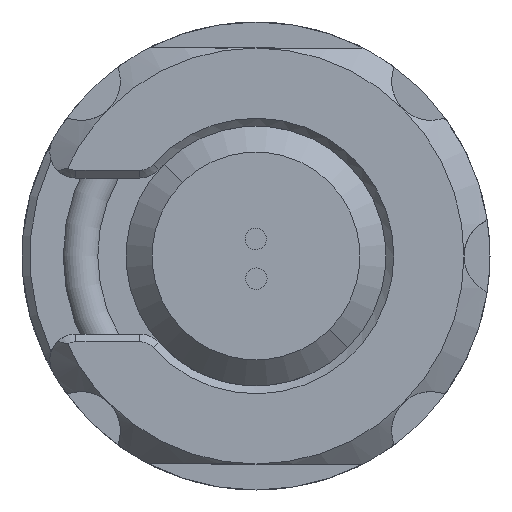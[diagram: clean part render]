
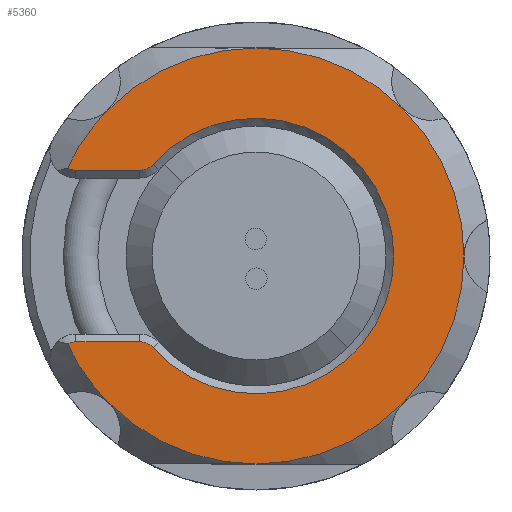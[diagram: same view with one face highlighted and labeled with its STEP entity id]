
A CAD part, front view. The second image highlights one B-rep face of the part: STEP entity #5360.
In plain terms, the highlighted planar face has unit normal (0, -1, 0).
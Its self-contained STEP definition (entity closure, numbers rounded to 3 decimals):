
#7 = ORIENTED_EDGE ( 'NONE', *, *, #1942, .T. ) ;
#14 = EDGE_CURVE ( 'NONE', #4047, #3422, #5315, .T. ) ;
#70 = DIRECTION ( 'NONE',  ( 1., 0., 0. ) ) ;
#217 = EDGE_CURVE ( 'NONE', #2499, #3300, #1231, .T. ) ;
#231 = CARTESIAN_POINT ( 'NONE',  ( -6.928, -10.652, -3.3 ) ) ;
#232 = ORIENTED_EDGE ( 'NONE', *, *, #3514, .T. ) ;
#266 = DIRECTION ( 'NONE',  ( -0.707, 0., 0.707 ) ) ;
#305 = AXIS2_PLACEMENT_3D ( 'NONE', #5372, #1571, #266 ) ;
#370 = CARTESIAN_POINT ( 'NONE',  ( -4.472, -10.652, 4. ) ) ;
#462 = AXIS2_PLACEMENT_3D ( 'NONE', #886, #1696, #1643 ) ;
#473 = CIRCLE ( 'NONE', #2944, 5.3 ) ;
#477 = CARTESIAN_POINT ( 'NONE',  ( 5.657, -10.652, -5.657 ) ) ;
#613 = AXIS2_PLACEMENT_3D ( 'NONE', #1392, #2301, #1824 ) ;
#616 = CARTESIAN_POINT ( 'NONE',  ( -5.657, -10.652, 5.657 ) ) ;
#849 = VERTEX_POINT ( 'NONE', #616 ) ;
#886 = CARTESIAN_POINT ( 'NONE',  ( 0., -10.652, 0. ) ) ;
#892 = CIRCLE ( 'NONE', #3978, 8. ) ;
#957 = ORIENTED_EDGE ( 'NONE', *, *, #5324, .T. ) ;
#970 = DIRECTION ( 'NONE',  ( -0.707, 0., 0.707 ) ) ;
#975 = ORIENTED_EDGE ( 'NONE', *, *, #1264, .T. ) ;
#988 = CIRCLE ( 'NONE', #1671, 8. ) ;
#992 = EDGE_CURVE ( 'NONE', #2205, #4047, #5071, .T. ) ;
#1053 = CIRCLE ( 'NONE', #613, 0.7 ) ;
#1098 = CARTESIAN_POINT ( 'NONE',  ( -6.928, -10.652, 3.3 ) ) ;
#1161 = CARTESIAN_POINT ( 'NONE',  ( -7.251, -10.652, 3.379 ) ) ;
#1219 = DIRECTION ( 'NONE',  ( 0., -1., 0. ) ) ;
#1231 = CIRCLE ( 'NONE', #3790, 0.7 ) ;
#1263 = PLANE ( 'NONE',  #462 ) ;
#1264 = EDGE_CURVE ( 'NONE', #1396, #1715, #2878, .T. ) ;
#1270 = CARTESIAN_POINT ( 'NONE',  ( -6.928, -10.652, 4. ) ) ;
#1275 = EDGE_CURVE ( 'NONE', #4390, #1396, #3661, .T. ) ;
#1320 = DIRECTION ( 'NONE',  ( 0., -1., 0. ) ) ;
#1348 = CARTESIAN_POINT ( 'NONE',  ( 0., -10.652, 0. ) ) ;
#1362 = DIRECTION ( 'NONE',  ( 0., -1., 0. ) ) ;
#1392 = CARTESIAN_POINT ( 'NONE',  ( -6.928, -10.652, -4. ) ) ;
#1396 = VERTEX_POINT ( 'NONE', #5337 ) ;
#1433 = EDGE_CURVE ( 'NONE', #3422, #4878, #4386, .T. ) ;
#1500 = AXIS2_PLACEMENT_3D ( 'NONE', #3449, #1362, #4737 ) ;
#1502 = CARTESIAN_POINT ( 'NONE',  ( -7.251, -10.652, -3.379 ) ) ;
#1507 = VECTOR ( 'NONE', #70, 1000. ) ;
#1510 = CARTESIAN_POINT ( 'NONE',  ( 0., -10.652, 0. ) ) ;
#1541 = ORIENTED_EDGE ( 'NONE', *, *, #1433, .T. ) ;
#1571 = DIRECTION ( 'NONE',  ( 0., -1., 0. ) ) ;
#1638 = DIRECTION ( 'NONE',  ( 0., 1., 0. ) ) ;
#1643 = DIRECTION ( 'NONE',  ( -0.707, 0., 0.707 ) ) ;
#1671 = AXIS2_PLACEMENT_3D ( 'NONE', #3289, #5297, #4983 ) ;
#1696 = DIRECTION ( 'NONE',  ( 0., -1., 0. ) ) ;
#1715 = VERTEX_POINT ( 'NONE', #3113 ) ;
#1726 = FACE_OUTER_BOUND ( 'NONE', #4680, .T. ) ;
#1824 = DIRECTION ( 'NONE',  ( -1., 0., 0. ) ) ;
#1870 = VERTEX_POINT ( 'NONE', #3363 ) ;
#1942 = EDGE_CURVE ( 'NONE', #3300, #3299, #5012, .T. ) ;
#1999 = AXIS2_PLACEMENT_3D ( 'NONE', #1510, #2389, #4077 ) ;
#2023 = EDGE_CURVE ( 'NONE', #3741, #3135, #5053, .T. ) ;
#2082 = AXIS2_PLACEMENT_3D ( 'NONE', #4725, #5151, #5204 ) ;
#2107 = VERTEX_POINT ( 'NONE', #231 ) ;
#2121 = DIRECTION ( 'NONE',  ( 0., -1., 0. ) ) ;
#2148 = CARTESIAN_POINT ( 'NONE',  ( 0., -10.652, 0. ) ) ;
#2205 = VERTEX_POINT ( 'NONE', #477 ) ;
#2260 = ORIENTED_EDGE ( 'NONE', *, *, #217, .T. ) ;
#2301 = DIRECTION ( 'NONE',  ( 0., -1., 0. ) ) ;
#2310 = DIRECTION ( 'NONE',  ( -1., 0., 0. ) ) ;
#2389 = DIRECTION ( 'NONE',  ( 0., -1., 0. ) ) ;
#2390 = CARTESIAN_POINT ( 'NONE',  ( 8., -10.652, 0. ) ) ;
#2435 = EDGE_CURVE ( 'NONE', #1870, #3741, #473, .T. ) ;
#2499 = VERTEX_POINT ( 'NONE', #1161 ) ;
#2660 = AXIS2_PLACEMENT_3D ( 'NONE', #4423, #3530, #5211 ) ;
#2807 = ORIENTED_EDGE ( 'NONE', *, *, #5222, .T. ) ;
#2827 = ORIENTED_EDGE ( 'NONE', *, *, #2435, .T. ) ;
#2878 = CIRCLE ( 'NONE', #4466, 8. ) ;
#2882 = CARTESIAN_POINT ( 'NONE',  ( 0., -10.652, 8. ) ) ;
#2912 = CARTESIAN_POINT ( 'NONE',  ( -4.472, -10.652, 3.3 ) ) ;
#2944 = AXIS2_PLACEMENT_3D ( 'NONE', #3691, #1638, #4505 ) ;
#2973 = ORIENTED_EDGE ( 'NONE', *, *, #5259, .T. ) ;
#3039 = ORIENTED_EDGE ( 'NONE', *, *, #5434, .T. ) ;
#3096 = DIRECTION ( 'NONE',  ( -0.707, 0., 0.707 ) ) ;
#3113 = CARTESIAN_POINT ( 'NONE',  ( 0., -10.652, -8. ) ) ;
#3135 = VERTEX_POINT ( 'NONE', #4378 ) ;
#3262 = DIRECTION ( 'NONE',  ( 0., -1., 0. ) ) ;
#3289 = CARTESIAN_POINT ( 'NONE',  ( 0., -10.652, 0. ) ) ;
#3299 = VERTEX_POINT ( 'NONE', #3731 ) ;
#3300 = VERTEX_POINT ( 'NONE', #1098 ) ;
#3333 = ORIENTED_EDGE ( 'NONE', *, *, #2023, .T. ) ;
#3363 = CARTESIAN_POINT ( 'NONE',  ( -3.95, -10.652, 3.533 ) ) ;
#3393 = DIRECTION ( 'NONE',  ( -1., 0., 0. ) ) ;
#3404 = CARTESIAN_POINT ( 'NONE',  ( 0., -10.652, 0. ) ) ;
#3422 = VERTEX_POINT ( 'NONE', #4653 ) ;
#3449 = CARTESIAN_POINT ( 'NONE',  ( 0., -10.652, 0. ) ) ;
#3514 = EDGE_CURVE ( 'NONE', #2107, #4390, #1053, .T. ) ;
#3529 = CIRCLE ( 'NONE', #4329, 0.7 ) ;
#3530 = DIRECTION ( 'NONE',  ( 0., -1., 0. ) ) ;
#3595 = AXIS2_PLACEMENT_3D ( 'NONE', #3404, #5114, #970 ) ;
#3599 = LINE ( 'NONE', #5334, #4787 ) ;
#3612 = DIRECTION ( 'NONE',  ( -1., 0., 0. ) ) ;
#3661 = CIRCLE ( 'NONE', #2082, 8. ) ;
#3691 = CARTESIAN_POINT ( 'NONE',  ( 0., -10.652, 0. ) ) ;
#3722 = DIRECTION ( 'NONE',  ( -0.707, 0., 0.707 ) ) ;
#3731 = CARTESIAN_POINT ( 'NONE',  ( -4.472, -10.652, 3.3 ) ) ;
#3741 = VERTEX_POINT ( 'NONE', #4141 ) ;
#3752 = ORIENTED_EDGE ( 'NONE', *, *, #4179, .T. ) ;
#3764 = ORIENTED_EDGE ( 'NONE', *, *, #1275, .T. ) ;
#3790 = AXIS2_PLACEMENT_3D ( 'NONE', #1270, #1219, #3393 ) ;
#3849 = CIRCLE ( 'NONE', #3595, 8. ) ;
#3978 = AXIS2_PLACEMENT_3D ( 'NONE', #2148, #2121, #3722 ) ;
#4047 = VERTEX_POINT ( 'NONE', #2390 ) ;
#4077 = DIRECTION ( 'NONE',  ( -0.707, 0., 0.707 ) ) ;
#4141 = CARTESIAN_POINT ( 'NONE',  ( -3.95, -10.652, -3.533 ) ) ;
#4179 = EDGE_CURVE ( 'NONE', #849, #2499, #3849, .T. ) ;
#4329 = AXIS2_PLACEMENT_3D ( 'NONE', #370, #3262, #3612 ) ;
#4378 = CARTESIAN_POINT ( 'NONE',  ( -4.472, -10.652, -3.3 ) ) ;
#4386 = CIRCLE ( 'NONE', #1999, 8. ) ;
#4390 = VERTEX_POINT ( 'NONE', #1502 ) ;
#4423 = CARTESIAN_POINT ( 'NONE',  ( -4.472, -10.652, -4. ) ) ;
#4466 = AXIS2_PLACEMENT_3D ( 'NONE', #1348, #1320, #3096 ) ;
#4505 = DIRECTION ( 'NONE',  ( -1., 0., 0. ) ) ;
#4653 = CARTESIAN_POINT ( 'NONE',  ( 5.657, -10.652, 5.657 ) ) ;
#4680 = EDGE_LOOP ( 'NONE', ( #3039, #232, #3764, #975, #957, #4880, #4938, #1541, #2973, #3752, #2260, #7, #2807, #2827, #3333 ) ) ;
#4725 = CARTESIAN_POINT ( 'NONE',  ( 0., -10.652, 0. ) ) ;
#4737 = DIRECTION ( 'NONE',  ( -0.707, 0., 0.707 ) ) ;
#4787 = VECTOR ( 'NONE', #2310, 1000. ) ;
#4878 = VERTEX_POINT ( 'NONE', #2882 ) ;
#4880 = ORIENTED_EDGE ( 'NONE', *, *, #992, .T. ) ;
#4938 = ORIENTED_EDGE ( 'NONE', *, *, #14, .T. ) ;
#4983 = DIRECTION ( 'NONE',  ( -0.707, 0., 0.707 ) ) ;
#5012 = LINE ( 'NONE', #2912, #1507 ) ;
#5053 = CIRCLE ( 'NONE', #2660, 0.7 ) ;
#5071 = CIRCLE ( 'NONE', #305, 8. ) ;
#5114 = DIRECTION ( 'NONE',  ( 0., -1., 0. ) ) ;
#5151 = DIRECTION ( 'NONE',  ( 0., -1., 0. ) ) ;
#5204 = DIRECTION ( 'NONE',  ( -0.707, 0., 0.707 ) ) ;
#5211 = DIRECTION ( 'NONE',  ( -1., 0., 0. ) ) ;
#5222 = EDGE_CURVE ( 'NONE', #3299, #1870, #3529, .T. ) ;
#5259 = EDGE_CURVE ( 'NONE', #4878, #849, #988, .T. ) ;
#5297 = DIRECTION ( 'NONE',  ( 0., -1., 0. ) ) ;
#5315 = CIRCLE ( 'NONE', #1500, 8. ) ;
#5324 = EDGE_CURVE ( 'NONE', #1715, #2205, #892, .T. ) ;
#5334 = CARTESIAN_POINT ( 'NONE',  ( -6.928, -10.652, -3.3 ) ) ;
#5337 = CARTESIAN_POINT ( 'NONE',  ( -5.657, -10.652, -5.657 ) ) ;
#5360 = ADVANCED_FACE ( 'NONE', ( #1726 ), #1263, .T. ) ;
#5372 = CARTESIAN_POINT ( 'NONE',  ( 0., -10.652, 0. ) ) ;
#5434 = EDGE_CURVE ( 'NONE', #3135, #2107, #3599, .T. ) ;
